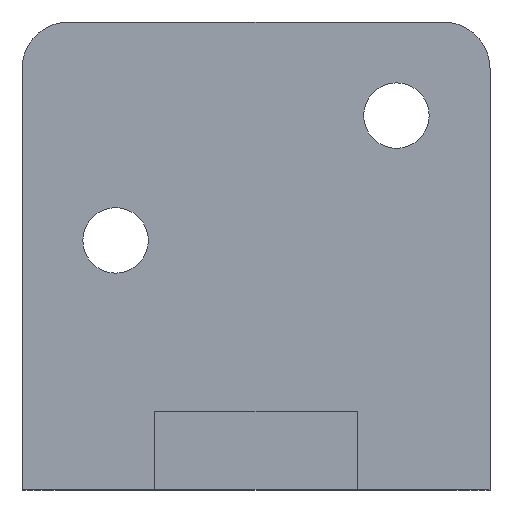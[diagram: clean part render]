
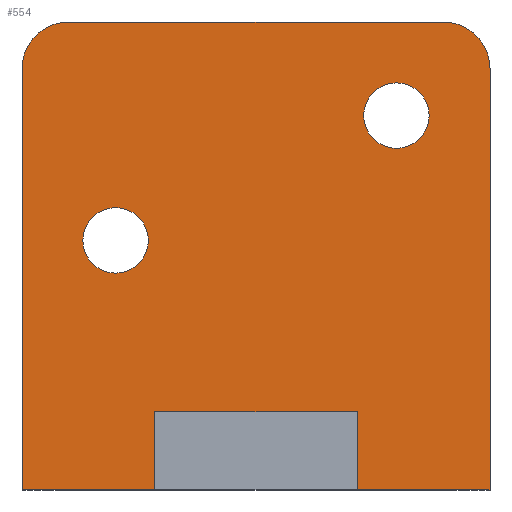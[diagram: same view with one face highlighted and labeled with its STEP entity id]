
A CAD part, front view. The second image highlights one B-rep face of the part: STEP entity #554.
In plain terms, the highlighted planar face has unit normal (0, -1, 0).
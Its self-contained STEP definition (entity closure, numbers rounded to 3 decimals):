
#27=FACE_BOUND('',#100,.T.);
#28=FACE_BOUND('',#101,.T.);
#42=CIRCLE('',#598,3.);
#43=CIRCLE('',#599,3.);
#44=CIRCLE('',#600,2.1);
#45=CIRCLE('',#601,2.1);
#70=FACE_OUTER_BOUND('',#99,.T.);
#99=EDGE_LOOP('',(#393,#394,#395,#396,#397,#398,#399,#400,#401,#402));
#100=EDGE_LOOP('',(#403));
#101=EDGE_LOOP('',(#404));
#139=LINE('',#812,#193);
#143=LINE('',#820,#197);
#146=LINE('',#826,#200);
#150=LINE('',#834,#204);
#151=LINE('',#836,#205);
#152=LINE('',#840,#206);
#153=LINE('',#844,#207);
#154=LINE('',#845,#208);
#193=VECTOR('',#650,10.);
#197=VECTOR('',#656,10.);
#200=VECTOR('',#661,10.);
#204=VECTOR('',#669,10.);
#205=VECTOR('',#670,10.);
#206=VECTOR('',#673,10.);
#207=VECTOR('',#676,10.);
#208=VECTOR('',#677,10.);
#247=VERTEX_POINT('',#810);
#248=VERTEX_POINT('',#811);
#251=VERTEX_POINT('',#819);
#253=VERTEX_POINT('',#825);
#255=VERTEX_POINT('',#833);
#256=VERTEX_POINT('',#835);
#257=VERTEX_POINT('',#837);
#258=VERTEX_POINT('',#839);
#259=VERTEX_POINT('',#841);
#260=VERTEX_POINT('',#843);
#261=VERTEX_POINT('',#846);
#262=VERTEX_POINT('',#848);
#299=EDGE_CURVE('',#247,#248,#139,.T.);
#303=EDGE_CURVE('',#251,#247,#143,.T.);
#306=EDGE_CURVE('',#253,#251,#146,.T.);
#310=EDGE_CURVE('',#248,#255,#150,.T.);
#311=EDGE_CURVE('',#256,#255,#151,.T.);
#312=EDGE_CURVE('',#257,#256,#42,.T.);
#313=EDGE_CURVE('',#257,#258,#152,.T.);
#314=EDGE_CURVE('',#259,#258,#43,.T.);
#315=EDGE_CURVE('',#260,#259,#153,.T.);
#316=EDGE_CURVE('',#260,#253,#154,.T.);
#317=EDGE_CURVE('',#261,#261,#44,.T.);
#318=EDGE_CURVE('',#262,#262,#45,.T.);
#393=ORIENTED_EDGE('',*,*,#306,.T.);
#394=ORIENTED_EDGE('',*,*,#303,.T.);
#395=ORIENTED_EDGE('',*,*,#299,.T.);
#396=ORIENTED_EDGE('',*,*,#310,.T.);
#397=ORIENTED_EDGE('',*,*,#311,.F.);
#398=ORIENTED_EDGE('',*,*,#312,.F.);
#399=ORIENTED_EDGE('',*,*,#313,.T.);
#400=ORIENTED_EDGE('',*,*,#314,.F.);
#401=ORIENTED_EDGE('',*,*,#315,.F.);
#402=ORIENTED_EDGE('',*,*,#316,.T.);
#403=ORIENTED_EDGE('',*,*,#317,.T.);
#404=ORIENTED_EDGE('',*,*,#318,.T.);
#537=PLANE('',#597);
#554=ADVANCED_FACE('',(#70,#27,#28),#537,.F.);
#597=AXIS2_PLACEMENT_3D('',#832,#667,#668);
#598=AXIS2_PLACEMENT_3D('',#838,#671,#672);
#599=AXIS2_PLACEMENT_3D('',#842,#674,#675);
#600=AXIS2_PLACEMENT_3D('',#847,#678,#679);
#601=AXIS2_PLACEMENT_3D('',#849,#680,#681);
#650=DIRECTION('',(0.,0.,-1.));
#656=DIRECTION('',(1.,0.,0.));
#661=DIRECTION('',(0.,0.,1.));
#667=DIRECTION('center_axis',(0.,1.,0.));
#668=DIRECTION('ref_axis',(1.,0.,0.));
#669=DIRECTION('',(1.,0.,0.));
#670=DIRECTION('',(0.,0.,-1.));
#671=DIRECTION('center_axis',(0.,1.,0.));
#672=DIRECTION('ref_axis',(0.707,0.,0.707));
#673=DIRECTION('',(-1.,0.,0.));
#674=DIRECTION('center_axis',(0.,1.,0.));
#675=DIRECTION('ref_axis',(-0.707,0.,0.707));
#676=DIRECTION('',(0.,0.,1.));
#677=DIRECTION('',(1.,0.,0.));
#678=DIRECTION('center_axis',(0.,1.,0.));
#679=DIRECTION('ref_axis',(-1.,0.,0.));
#680=DIRECTION('center_axis',(0.,1.,0.));
#681=DIRECTION('ref_axis',(-1.,0.,0.));
#810=CARTESIAN_POINT('',(21.5,38.,5.));
#811=CARTESIAN_POINT('',(21.5,38.,0.));
#812=CARTESIAN_POINT('',(21.5,38.,19.));
#819=CARTESIAN_POINT('',(8.5,38.,5.));
#820=CARTESIAN_POINT('',(11.75,38.,5.));
#825=CARTESIAN_POINT('',(8.5,38.,0.));
#826=CARTESIAN_POINT('',(8.5,38.,16.5));
#832=CARTESIAN_POINT('Origin',(15.,38.,33.));
#833=CARTESIAN_POINT('',(30.,38.,0.));
#834=CARTESIAN_POINT('',(30.,38.,0.));
#835=CARTESIAN_POINT('',(30.,38.,27.));
#836=CARTESIAN_POINT('',(30.,38.,38.));
#837=CARTESIAN_POINT('',(27.,38.,30.));
#838=CARTESIAN_POINT('Origin',(27.,38.,27.));
#839=CARTESIAN_POINT('',(3.,38.,30.));
#840=CARTESIAN_POINT('',(7.5,38.,30.));
#841=CARTESIAN_POINT('',(0.,38.,27.));
#842=CARTESIAN_POINT('Origin',(3.,38.,27.));
#843=CARTESIAN_POINT('',(0.,38.,0.));
#844=CARTESIAN_POINT('',(0.,38.,8.));
#845=CARTESIAN_POINT('',(30.,38.,0.));
#846=CARTESIAN_POINT('',(26.1,38.,24.));
#847=CARTESIAN_POINT('Origin',(24.,38.,24.));
#848=CARTESIAN_POINT('',(8.1,38.,16.));
#849=CARTESIAN_POINT('Origin',(6.,38.,16.));
